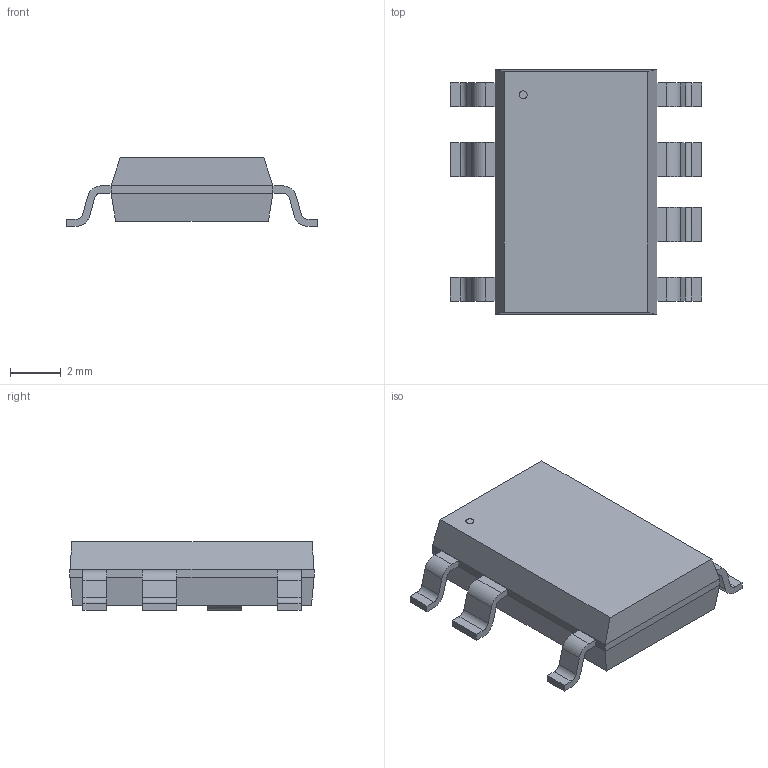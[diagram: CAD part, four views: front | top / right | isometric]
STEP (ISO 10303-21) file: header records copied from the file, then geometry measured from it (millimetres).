
FILE_DESCRIPTION (( 'STEP AP214' ), '1' );
FILE_NAME ('LNK3696G-TL.STEP', '2024-01-11T07:41:23', ( '' ), ( '' ), 'SwSTEP 2.0', 'SolidWorks 2016', '' );
FILE_SCHEMA (( 'AUTOMOTIVE_DESIGN' ));
Length unit declared in the file: millimetre
Products named in the file (1): LNK3696G-TL
Bounding box: 9.86 x 9.58 x 2.69 mm (x, y, z)
Volume: 150.2 mm3; surface area: 243.1 mm2
Topology: 9 solids, 9 shells, 116 faces, 286 edges, 188 vertices
Faces by surface type: plane 86, cylinder 30
Entity records: 3711 total; most frequent: CARTESIAN_POINT 1071, ORIENTED_EDGE 572, DIRECTION 423, EDGE_CURVE 286, VERTEX_POINT 188, AXIS2_PLACEMENT_3D 144, LINE 135, VECTOR 135
